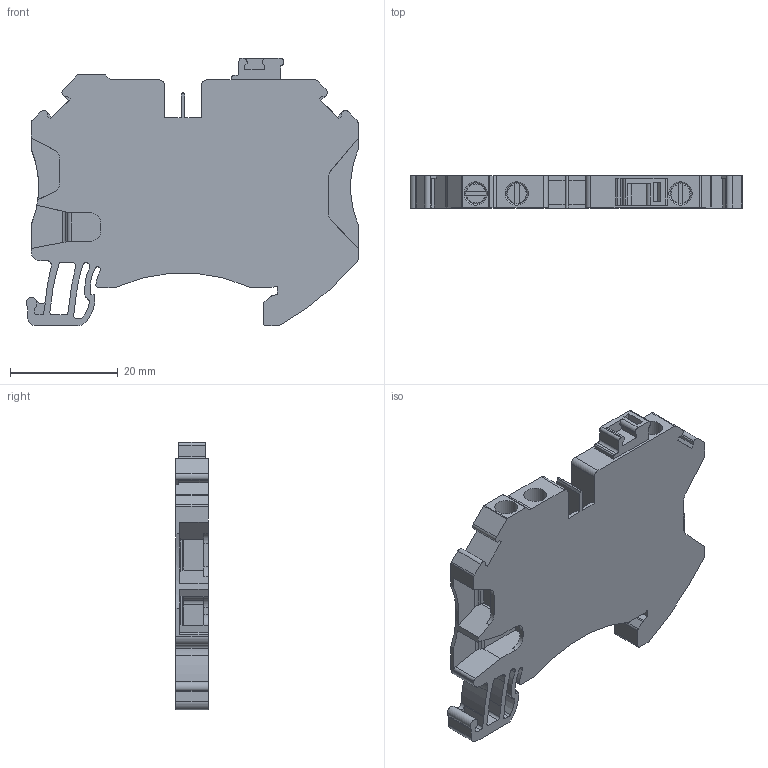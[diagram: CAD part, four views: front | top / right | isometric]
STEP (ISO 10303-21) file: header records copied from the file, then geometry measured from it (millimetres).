
FILE_DESCRIPTION(/* description */ ('Unknown'),/* implementation_level */ '2;1');
FILE_NAME(/* name */ 'TQK4_1X2_SOLID',/* time_stamp */ '2023-01-10T15:38:40+05:00',/* author */ ('Unknown'),/* organization */ ('Unknown'),/* preprocessor_version */ 'ST-DEVELOPER v16.7',/* originating_system */ 'Solid Edge',/* authorisation */ 'Unknown');
FILE_SCHEMA (('AUTOMOTIVE_DESIGN {1 0 10303 214 3 1 1}'));
Length unit declared in the file: millimetre
Products named in the file (1): TQK4_1X2_SOLID
Bounding box: 61.48 x 6 x 49.5 mm (x, y, z)
Volume: 11415.4 mm3; surface area: 7550.4 mm2
Topology: 1 solids, 1 shells, 250 faces, 714 edges, 474 vertices
Faces by surface type: plane 144, cylinder 94, torus 12
Full cylindrical faces by diameter (mm): 4 x3, 4.3 x6
Entity records: 9851 total; most frequent: CARTESIAN_POINT 1448, DIRECTION 1397, ORIENTED_EDGE 1386, EDGE_CURVE 693, VERTEX_POINT 468, LINE 467, VECTOR 467, AXIS2_PLACEMENT_3D 465
